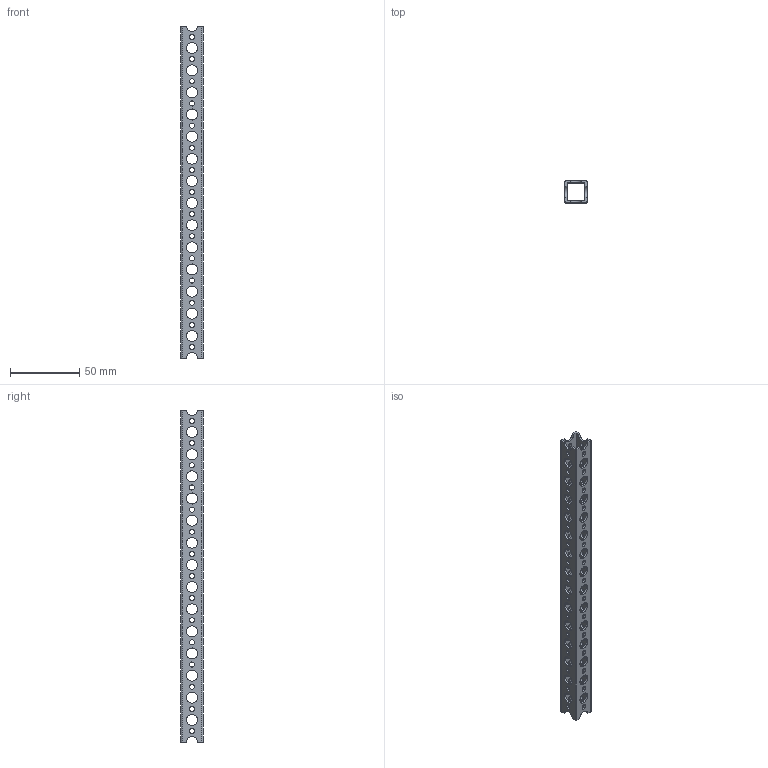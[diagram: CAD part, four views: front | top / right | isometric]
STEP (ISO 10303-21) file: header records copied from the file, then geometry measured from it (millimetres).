
FILE_DESCRIPTION (( 'STEP AP214' ), '1' );
FILE_NAME ('40207_TXP-Square Beam 15 Hole.STEP', '2017-03-28T20:13:38', ( '' ), ( '' ), 'SwSTEP 2.0', 'SolidWorks 2016', '' );
FILE_SCHEMA (( 'AUTOMOTIVE_DESIGN' ));
Length unit declared in the file: millimetre
Products named in the file (2): 40207_TXP-Square Beam 15 Hole
Bounding box: 16 x 16 x 240 mm (x, y, z)
Volume: 15182.4 mm3; surface area: 23490.2 mm2
Topology: 1 solids, 1 shells, 262 faces, 786 edges, 524 vertices
Faces by surface type: cylinder 246, plane 16
Entity records: 9659 total; most frequent: DIRECTION 1806, CARTESIAN_POINT 1574, ORIENTED_EDGE 1572, EDGE_CURVE 786, AXIS2_PLACEMENT_3D 756, VERTEX_POINT 524, EDGE_LOOP 494, CIRCLE 492
